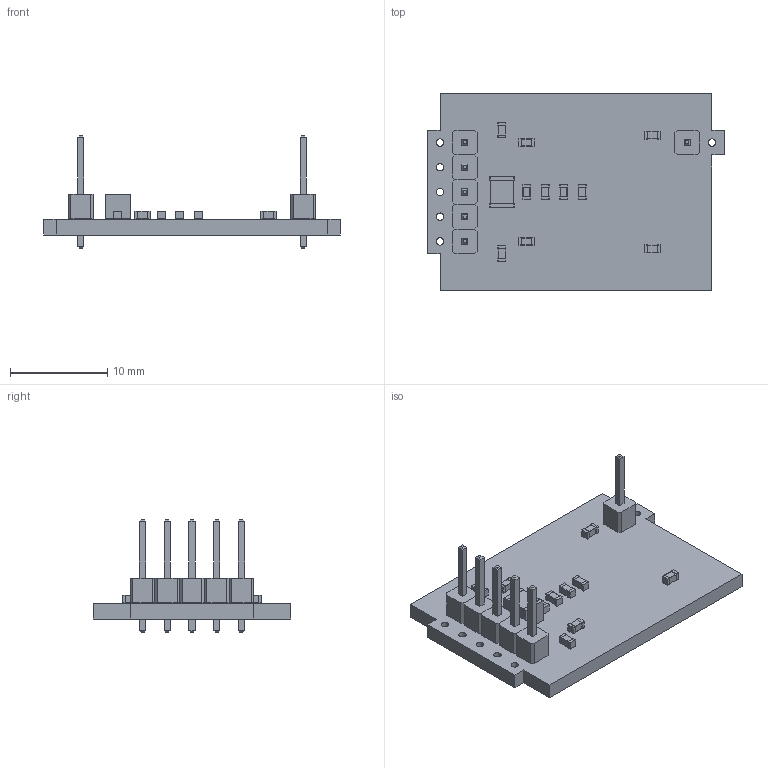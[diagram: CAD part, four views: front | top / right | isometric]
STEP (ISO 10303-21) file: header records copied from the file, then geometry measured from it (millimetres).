
FILE_DESCRIPTION(('KiCad electronic assembly'),'2;1');
FILE_NAME('10_Audio_Facile.step','2021-09-14T13:32:16',('An Author'),( 'A Company'),'Open CASCADE STEP processor 6.9', 'KiCad to STEP converter','Unknown');
FILE_SCHEMA(('AUTOMOTIVE_DESIGN { 1 0 10303 214 1 1 1 1 }'));
Length unit declared in the file: millimetre
Products named in the file (10): Open CASCADE STEP translator 6.9 1; C_1210_3225Metric; SOLID; C_0603_1608Metric; L_0603_1608Metric; PinHeader_1x01_P2.54mm_Vertical; COMPOUND
Assembly tree (22 placements, depth 3):
  Open CASCADE STEP translator 6.9 1
    C_1210_3225Metric
      SOLID
    C_0603_1608Metric  x8
      SOLID
    L_0603_1608Metric  x2
      SOLID
    PinHeader_1x01_P2.54mm_Vertical  x6
      SOLID
    COMPOUND
Bounding box: 30.48 x 20.32 x 11.54 mm (x, y, z)
Volume: 1073.9 mm3; surface area: 1838.4 mm2
Topology: 18 solids, 18 shells, 502 faces, 1248 edges, 816 vertices
Faces by surface type: plane 358, cylinder 144
Full cylindrical faces by diameter (mm): 0.762 x6, 1 x6
Entity records: 9980 total; most frequent: CARTESIAN_POINT 1665, DIRECTION 1438, LINE 864, VECTOR 864, ORIENTED_EDGE 704, PCURVE 704, DEFINITIONAL_REPRESENTATION 704, EDGE_CURVE 352
